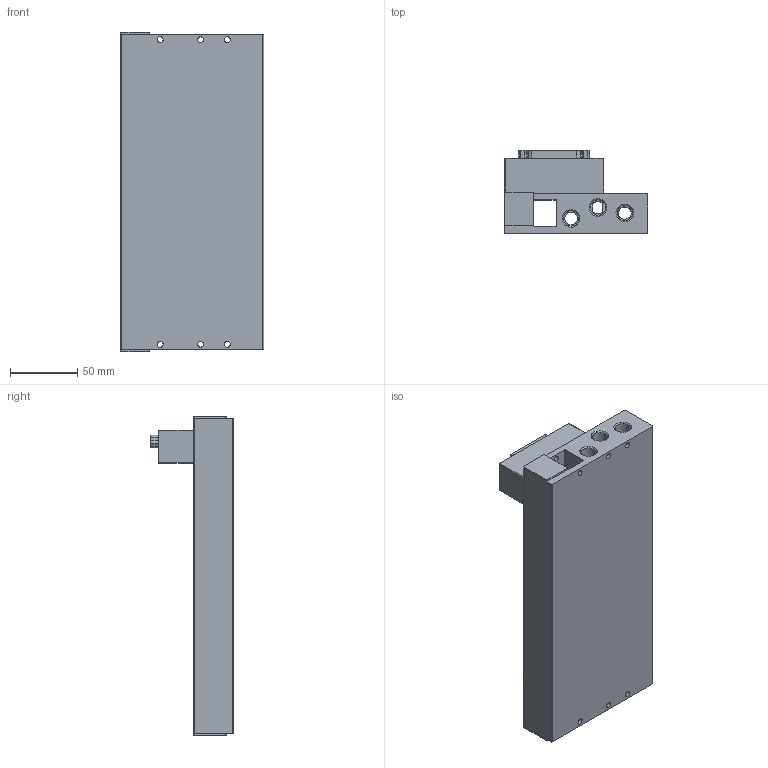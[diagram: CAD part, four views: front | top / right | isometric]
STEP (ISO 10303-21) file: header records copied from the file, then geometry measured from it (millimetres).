
FILE_DESCRIPTION (( 'STEP AP203' ), '1' );
FILE_NAME ('S2VM-12F-06.STEP', '2022-08-02T08:16:00', ( '' ), ( '' ), 'SwSTEP 2.0', 'SolidWorks 2022', '' );
FILE_SCHEMA (( 'CONFIG_CONTROL_DESIGN' ));
Length unit declared in the file: millimetre
Products named in the file (1): S2VM-12F-06
Bounding box: 106.7 x 61.7 x 238 mm (x, y, z)
Volume: 648371 mm3; surface area: 124527.6 mm2
Topology: 1 solids, 1 shells, 511 faces, 1196 edges, 772 vertices
Faces by surface type: cylinder 212, cone 164, plane 135
Entity records: 14995 total; most frequent: DIRECTION 2908, CARTESIAN_POINT 2480, ORIENTED_EDGE 2392, AXIS2_PLACEMENT_3D 1200, EDGE_CURVE 1196, VERTEX_POINT 772, CIRCLE 688, EDGE_LOOP 620
